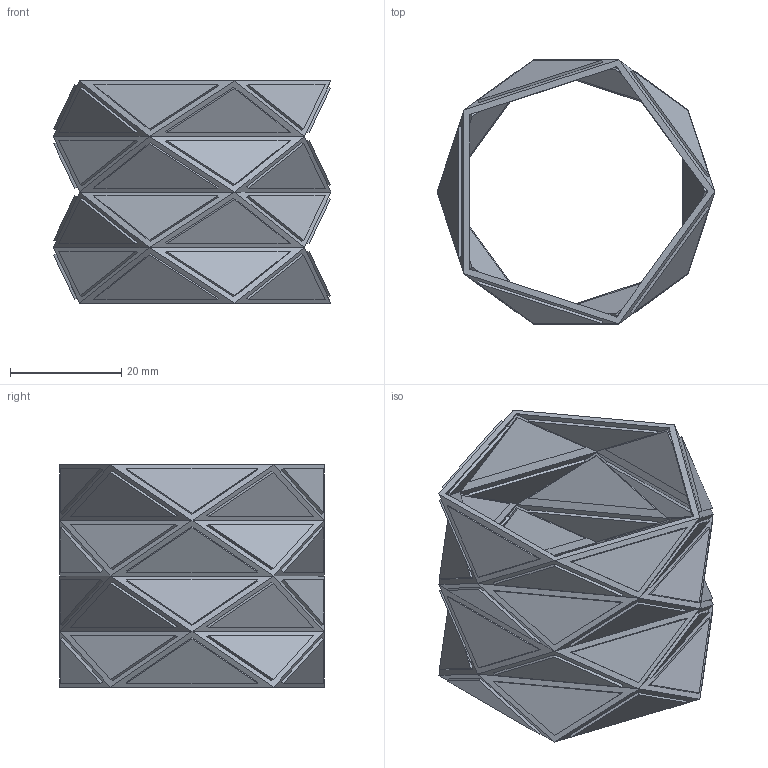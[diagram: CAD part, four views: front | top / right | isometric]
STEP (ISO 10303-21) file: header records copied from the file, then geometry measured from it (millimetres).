
FILE_DESCRIPTION(/* description */ (''),/* implementation_level */ '2;1');
FILE_NAME(/* name */ 'origami_living_hinge.stp',/* time_stamp */ '2025-07-28T01:49:55-07:00',/* author */ (''),/* organization */ (''),/* preprocessor_version */ 'ST-DEVELOPER v20.1',/* originating_system */ 'Autodesk Translation Framework v14.10.0.0',/* authorisation */ '');
FILE_SCHEMA (('AUTOMOTIVE_DESIGN { 1 0 10303 214 3 1 1 }'));
Length unit declared in the file: millimetre
Products named in the file (1): (Unsaved)
Bounding box: 50 x 47.55 x 40 mm (x, y, z)
Volume: 10488.1 mm3; surface area: 15131.4 mm2
Topology: 1 solids, 1 shells, 422 faces, 940 edges, 600 vertices
Faces by surface type: plane 402, bspline 20
Entity records: 11731 total; most frequent: CARTESIAN_POINT 2493, ORIENTED_EDGE 1880, DIRECTION 1696, EDGE_CURVE 940, LINE 890, VECTOR 890, VERTEX_POINT 600, EDGE_LOOP 504
